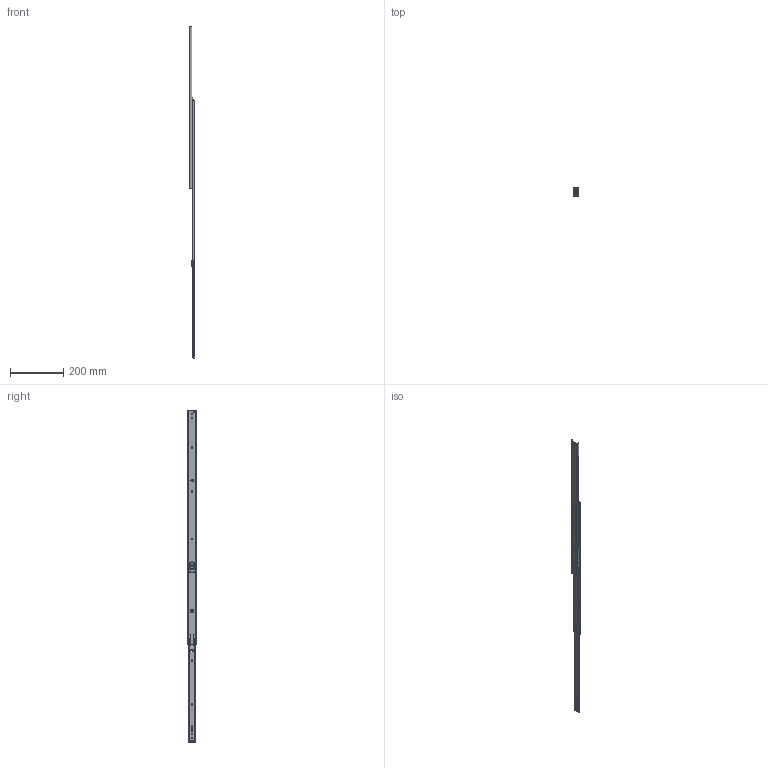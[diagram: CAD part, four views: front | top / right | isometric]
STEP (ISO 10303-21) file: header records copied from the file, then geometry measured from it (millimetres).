
FILE_DESCRIPTION(/* description */ ('Überauszug Serie 044 610x636'),/* implementation_level */ '2;1');
FILE_NAME(/* name */ '07000058009.stp',/* time_stamp */ '2020-06-17T15:20:03+02:00',/* author */ ('Dennis Bruder'),/* organization */ (''),/* preprocessor_version */ 'ST-DEVELOPER v18',/* originating_system */ 'Autodesk Inventor 2020',/* authorisation */ '');
FILE_SCHEMA (('AUTOMOTIVE_DESIGN { 1 0 10303 214 3 1 1 }'));
Products named in the file (1): 07000058009
Bounding box: 19 x 35.2 x 1241.5 mm (x, y, z)
Volume: 190303.6 mm3; surface area: 292763.4 mm2
Topology: 109 solids, 109 shells, 5835 faces, 17932 edges, 11682 vertices
Faces by surface type: plane 2304, cylinder 1311, bspline 1087, cone 582, torus 443, sphere 108
Full cylindrical faces by diameter (mm): 4 x47, 4.5 x1, 4.6 x1, 4.9 x3, 5 x3, 5.1 x1, 6 x1, 6.1 x2, 8 x1, 14 x4
Entity records: 246498 total; most frequent: CARTESIAN_POINT 93134, ORIENTED_EDGE 34524, DIRECTION 26643, EDGE_CURVE 17262, VERTEX_POINT 11462, AXIS2_PLACEMENT_3D 9876, LINE 6891, VECTOR 6891
